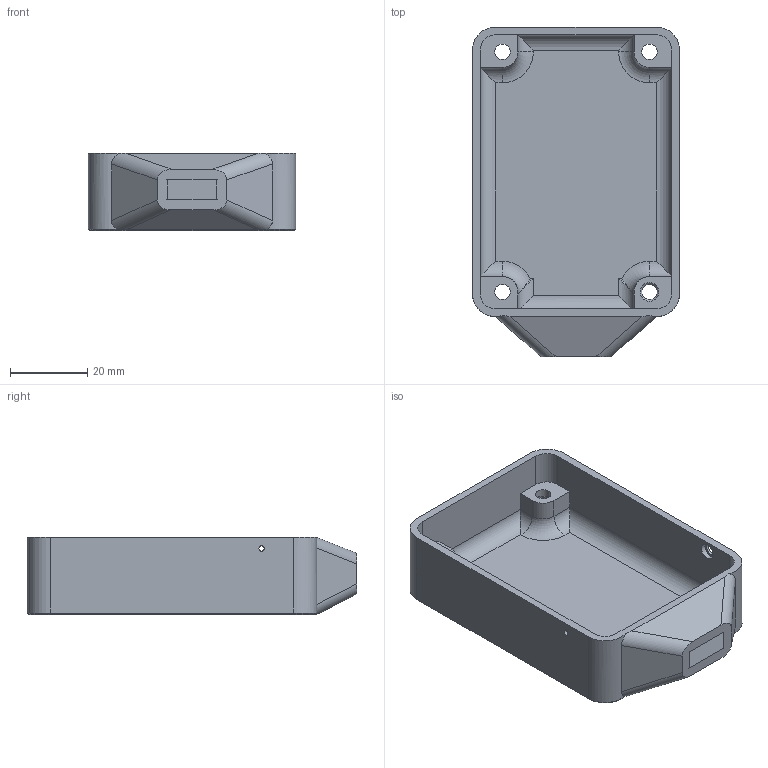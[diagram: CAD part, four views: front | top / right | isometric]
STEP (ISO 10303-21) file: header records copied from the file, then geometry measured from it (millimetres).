
FILE_DESCRIPTION(/* description */ (''),/* implementation_level */ '2;1');
FILE_NAME(/* name */ 'Pithy Screen Mount C.step',/* time_stamp */ '2021-07-11T00:58:35+01:00',/* author */ (''),/* organization */ (''),/* preprocessor_version */ 'ST-DEVELOPER v18.1',/* originating_system */ 'Autodesk Translation Framework v10.9.0.1377',/* authorisation */ '');
FILE_SCHEMA (('AUTOMOTIVE_DESIGN { 1 0 10303 214 3 1 1 }'));
Length unit declared in the file: millimetre
Products named in the file (1): Pithy Screen Mount C
Bounding box: 53.72 x 85.47 x 20 mm (x, y, z)
Volume: 20868.7 mm3; surface area: 18366.6 mm2
Topology: 1 solids, 1 shells, 104 faces, 270 edges, 169 vertices
Faces by surface type: plane 46, cylinder 41, cone 9, torus 4, bspline 4
Full cylindrical faces by diameter (mm): 1.4 x1, 3.1 x1, 4 x4, 4.2 x1, 6 x4
Entity records: 3368 total; most frequent: CARTESIAN_POINT 745, ORIENTED_EDGE 540, DIRECTION 535, EDGE_CURVE 270, AXIS2_PLACEMENT_3D 186, VERTEX_POINT 169, LINE 163, VECTOR 163
